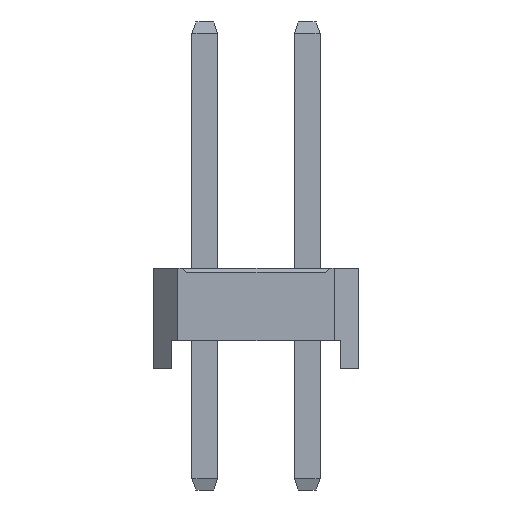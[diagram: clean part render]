
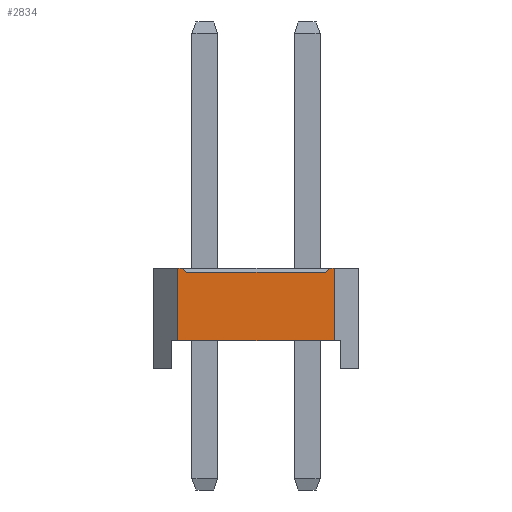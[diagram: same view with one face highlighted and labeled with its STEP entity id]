
A CAD part, left-side view. The second image highlights one B-rep face of the part: STEP entity #2834.
In plain terms, the highlighted planar face has unit normal (-1, 0, 0).
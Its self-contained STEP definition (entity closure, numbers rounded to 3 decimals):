
#2834=ADVANCED_FACE('',(#11657),#11659,.T.);
#11657=FACE_BOUND('',#11658,.T.);
#11658=EDGE_LOOP('',(#18563,#18564,#18565,#18566,#18567,#18568,#18569,#18570));
#11659=PLANE('',#11660);
#11660=AXIS2_PLACEMENT_3D('',#11661,#11662,#11663);
#11661=CARTESIAN_POINT('',(-1.27,3.21,0.));
#11662=DIRECTION('',(-1.,0.,0.));
#11663=DIRECTION('',(0.,-1.,0.));
#18563=ORIENTED_EDGE('',*,*,#22864,.F.);
#18564=ORIENTED_EDGE('',*,*,#22865,.T.);
#18565=ORIENTED_EDGE('',*,*,#22866,.F.);
#18566=ORIENTED_EDGE('',*,*,#21943,.F.);
#18567=ORIENTED_EDGE('',*,*,#22867,.F.);
#18568=ORIENTED_EDGE('',*,*,#21602,.T.);
#18569=ORIENTED_EDGE('',*,*,#22863,.T.);
#18570=ORIENTED_EDGE('',*,*,#21947,.F.);
#21602=EDGE_CURVE('',#24064,#24062,#24065,.T.);
#21943=EDGE_CURVE('',#24744,#24746,#24747,.T.);
#21947=EDGE_CURVE('',#24752,#24754,#24755,.T.);
#22863=EDGE_CURVE('',#24062,#24754,#26277,.T.);
#22864=EDGE_CURVE('',#26278,#24752,#26279,.F.);
#22865=EDGE_CURVE('',#26278,#26280,#26281,.T.);
#22866=EDGE_CURVE('',#24746,#26280,#26282,.F.);
#22867=EDGE_CURVE('',#24064,#24744,#26283,.T.);
#24062=VERTEX_POINT('',#28056);
#24064=VERTEX_POINT('',#28060);
#24065=LINE('',#28061,#28062);
#24744=VERTEX_POINT('',#29420);
#24746=VERTEX_POINT('',#29424);
#24747=LINE('',#29425,#29426);
#24752=VERTEX_POINT('',#29436);
#24754=VERTEX_POINT('',#29440);
#24755=LINE('',#29441,#29442);
#26277=LINE('',#32795,#32796);
#26278=VERTEX_POINT('',#32798);
#26279=LINE('',#32799,#32800);
#26280=VERTEX_POINT('',#32802);
#26281=LINE('',#32803,#32804);
#26282=LINE('',#32806,#32807);
#26283=LINE('',#32809,#32810);
#28056=CARTESIAN_POINT('',(-1.27,-0.67,0.7));
#28060=CARTESIAN_POINT('',(-1.27,3.21,0.7));
#28061=CARTESIAN_POINT('',(-1.27,3.21,0.7));
#28062=VECTOR('',#28063,1.);
#28063=DIRECTION('',(0.,-1.,0.));
#29420=CARTESIAN_POINT('',(-1.27,3.21,2.5));
#29424=CARTESIAN_POINT('',(-1.27,3.09,2.5));
#29425=CARTESIAN_POINT('',(-1.27,3.21,2.5));
#29426=VECTOR('',#29427,1.);
#29427=DIRECTION('',(0.,-1.,0.));
#29436=CARTESIAN_POINT('',(-1.27,-0.55,2.5));
#29440=CARTESIAN_POINT('',(-1.27,-0.67,2.5));
#29441=CARTESIAN_POINT('',(-1.27,-0.55,2.5));
#29442=VECTOR('',#29443,1.);
#29443=DIRECTION('',(0.,-1.,0.));
#32795=CARTESIAN_POINT('',(-1.27,-0.67,0.7));
#32796=VECTOR('',#32797,1.);
#32797=DIRECTION('',(0.,0.,1.));
#32798=CARTESIAN_POINT('',(-1.27,-0.45,2.4));
#32799=CARTESIAN_POINT('',(-1.27,-0.55,2.5));
#32800=VECTOR('',#32801,1.);
#32801=DIRECTION('',(0.,0.707,-0.707));
#32802=CARTESIAN_POINT('',(-1.27,2.99,2.4));
#32803=CARTESIAN_POINT('',(-1.27,-0.45,2.4));
#32804=VECTOR('',#32805,1.);
#32805=DIRECTION('',(0.,1.,0.));
#32806=CARTESIAN_POINT('',(-1.27,2.99,2.4));
#32807=VECTOR('',#32808,1.);
#32808=DIRECTION('',(0.,0.707,0.707));
#32809=CARTESIAN_POINT('',(-1.27,3.21,0.7));
#32810=VECTOR('',#32811,1.);
#32811=DIRECTION('',(0.,0.,1.));
